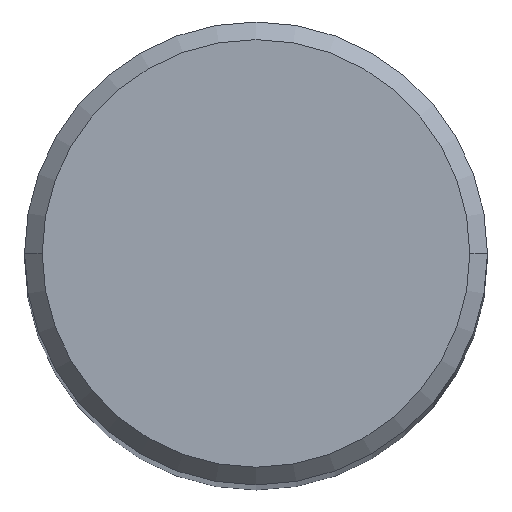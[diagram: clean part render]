
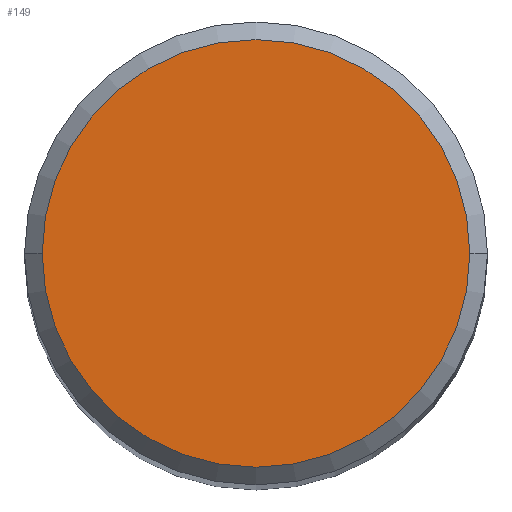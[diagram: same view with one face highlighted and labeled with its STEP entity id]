
A CAD part, top view. The second image highlights one B-rep face of the part: STEP entity #149.
In plain terms, the highlighted planar face has unit normal (0, 0, 1).
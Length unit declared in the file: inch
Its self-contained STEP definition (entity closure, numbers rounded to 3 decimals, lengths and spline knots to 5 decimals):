
#11 = FACE_OUTER_BOUND ( 'NONE', #30, .T. ) ;
#23 = AXIS2_PLACEMENT_3D ( 'NONE', #200, #104, #48 ) ;
#30 = EDGE_LOOP ( 'NONE', ( #59, #91 ) ) ;
#36 = CIRCLE ( 'NONE', #23, 0.18185 ) ;
#48 = DIRECTION ( 'NONE',  ( 1., 0., 0. ) ) ;
#54 = VERTEX_POINT ( 'NONE', #144 ) ;
#59 = ORIENTED_EDGE ( 'NONE', *, *, #64, .T. ) ;
#64 = EDGE_CURVE ( 'NONE', #213, #54, #36, .T. ) ;
#74 = CARTESIAN_POINT ( 'NONE',  ( 0., 0., 2.83465 ) ) ;
#75 = DIRECTION ( 'NONE',  ( 1., 0., 0. ) ) ;
#84 = AXIS2_PLACEMENT_3D ( 'NONE', #74, #203, #75 ) ;
#91 = ORIENTED_EDGE ( 'NONE', *, *, #206, .T. ) ;
#104 = DIRECTION ( 'NONE',  ( 0., 0., 1. ) ) ;
#123 = DIRECTION ( 'NONE',  ( 1., 0., 0. ) ) ;
#131 = CIRCLE ( 'NONE', #226, 0.18185 ) ;
#144 = CARTESIAN_POINT ( 'NONE',  ( 0.18185, 0., 2.83465 ) ) ;
#147 = CARTESIAN_POINT ( 'NONE',  ( -0.18185, 0., 2.83465 ) ) ;
#149 = ADVANCED_FACE ( 'NONE', ( #11 ), #237, .T. ) ;
#168 = CARTESIAN_POINT ( 'NONE',  ( 0., 0., 2.83465 ) ) ;
#200 = CARTESIAN_POINT ( 'NONE',  ( 0., 0., 2.83465 ) ) ;
#203 = DIRECTION ( 'NONE',  ( 0., 0., 1. ) ) ;
#206 = EDGE_CURVE ( 'NONE', #54, #213, #131, .T. ) ;
#213 = VERTEX_POINT ( 'NONE', #147 ) ;
#226 = AXIS2_PLACEMENT_3D ( 'NONE', #168, #249, #123 ) ;
#237 = PLANE ( 'NONE',  #84 ) ;
#249 = DIRECTION ( 'NONE',  ( 0., 0., 1. ) ) ;
